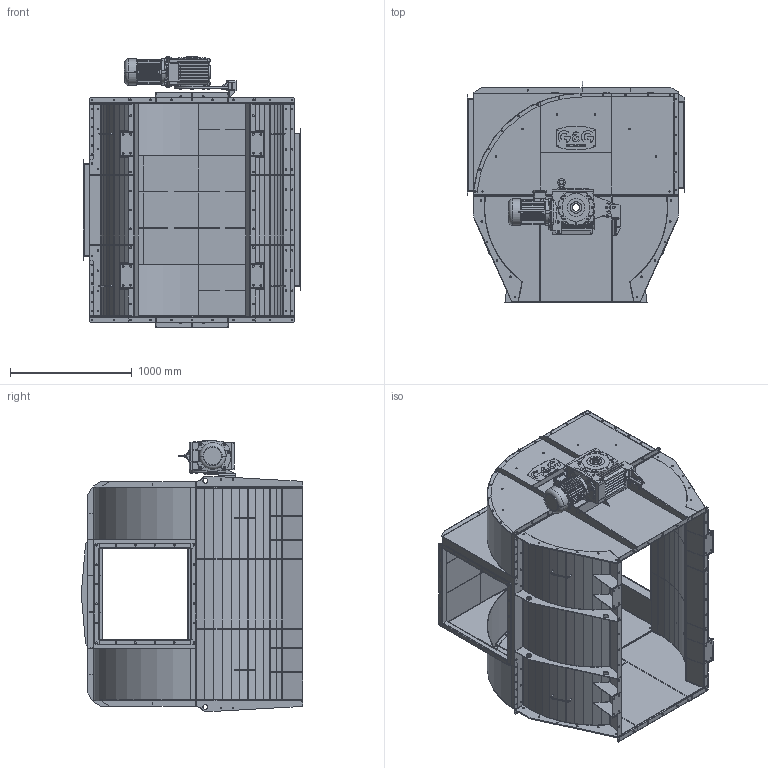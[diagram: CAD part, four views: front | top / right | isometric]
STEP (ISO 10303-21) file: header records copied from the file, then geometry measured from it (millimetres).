
FILE_DESCRIPTION (( 'STEP AP203' ), '1' );
FILE_NAME ('RS0014.STEP', '2023-11-21T14:32:06', ( '' ), ( '' ), 'SwSTEP 2.0', 'SolidWorks 2022', '' );
FILE_SCHEMA (( 'CONFIG_CONTROL_DESIGN' ));
Length unit declared in the file: millimetre
Products named in the file (52): RS-S118-04 - STRIP_Výchozí; RS-S135-02 - STRIP_Výchozí; RS-S132-13 - STRIP_Výchozí; RS-S118-01 - ANGLE_Výchozí; RS-S135-01 - COVER_Výchozí; RS-S110-02 - REINFORCEMENT_Výchozí; RS-S110-03 - BEARING SUPPORT_Výchozí; RU-D001-93 - PLACKA LOGO XM_NEREZ; RS-S132-06 - FLANGE_Výchozí; RS-S132-10 - STRIP_Výchozí; RS-S135-00 - WLDM SIDE COVER_Výchozí; RS-S129-00 - WLDM SIDE; RS-S132-12 - STRIP_Výchozí; RS-S108-04 - SUPPORT_Výchozí; RS-S108-02 - FLANGE_Výchozí; RS-S133-09 - STRIP_Výchozí; RS-S110-01 - FRONT_Výchozí; RS-S108-03 - STRIP_Výchozí; RS-S132-03 - FLANGE_Výchozí; RS-S133-00 - WLDM COVER; RS-S130-00 - WLDM SIDE; RS-S132-11 - STRIP_Výchozí; RS-S136-01 - COVER_Výchozí; RS-S135-03 - STRIP_Výchozí; RS-S110-00 - WLDM FRONT; RS-S133-02 - FLANGE_Výchozí; SK42125AZD-112MPTF (2)_Výchozí; CV-S004-02 - HANDLE RO_Výchozí; SK42125AZD-112MPTF (1)_Výchozí; RS-S132-09 - STRIP_Výchozí; RS-S130-01 - SIDE_Výchozí; RS-S133-04 - FLANGE_Výchozí; RS-S133-03 - COVER_Výchozí; SK42125AZD-112MPTF_Výchozí; RS-S118-02 - STRIP_Výchozí; RS-S118-03 - STRIP_Výchozí; RS-S132-02 - COVER_Výchozí; RS-S135-00 - WLDM SIDE COVER1_Výchozí; RS-S132-08 - COVER-MIRR_Výchozí; RS-S129-01 - SIDE_Výchozí ...
Assembly tree (94 placements, depth 5):
  RS0014
    RSGG 150-17_Výchozí
      RS-S129-00 - WLDM SIDE
        RS-S129-01 - SIDE_Výchozí
        RS-S108-02 - FLANGE_Výchozí  x2
        CV-S004-02 - HANDLE RO_Výchozí  x2
        RS-S108-03 - STRIP_Výchozí  x4
        RS-S108-04 - SUPPORT_Výchozí  x2
      RS-S130-00 - WLDM SIDE
        RS-S130-01 - SIDE_Výchozí
        RS-S108-02 - FLANGE_Výchozí  x2
        CV-S004-02 - HANDLE RO_Výchozí  x2
        RS-S108-03 - STRIP_Výchozí  x4
        RS-S108-04 - SUPPORT_Výchozí  x2
      RS-S110-00 - WLDM FRONT
        RS-S110-01 - FRONT_Výchozí
        RS-S110-02 - REINFORCEMENT_Výchozí  x2
        RS-S110-03 - BEARING SUPPORT_Výchozí
        RS-S110-05 - REINFORCEMENT_Výchozí
        NUT WELD - NW_M8  x4
      RS-S110-00 - WLDM FRONT
        RS-S110-01 - FRONT_Výchozí
        RS-S110-02 - REINFORCEMENT_Výchozí  x2
        RS-S110-03 - BEARING SUPPORT_Výchozí
        RS-S110-05 - REINFORCEMENT_Výchozí
        NUT WELD - NW_M8
      RS-M002-12 - ASSY COVER
        RS-S132-00 - WLDM COVER
          RS-S132-01 - COVER_Výchozí
          RS-S132-02 - COVER_Výchozí  x2
          RS-S132-03 - FLANGE_Výchozí  x2
          RS-S132-04 - COVER_Výchozí
          RS-S132-05 - FLANGE_Výchozí  x2
          RS-S132-06 - FLANGE_Výchozí  x2
          RS-S132-08 - COVER-MIRR_Výchozí
          RS-S132-09 - STRIP_Výchozí
          RS-S132-12 - STRIP_Výchozí
          RS-S132-10 - STRIP_Výchozí  x4
          RS-S132-11 - STRIP_Výchozí
          RS-S132-13 - STRIP_Výchozí  x2
        RS-S133-00 - WLDM COVER
          RS-S133-03 - COVER_Výchozí
          RS-S133-02 - FLANGE_Výchozí  x2
          RS-S133-04 - FLANGE_Výchozí  x2
          RS-S133-09 - STRIP_Výchozí  x4
        RS-S135-00 - WLDM SIDE COVER_Výchozí
          RS-S135-01 - COVER_Výchozí
          RS-S135-02 - STRIP_Výchozí
          RS-S135-03 - STRIP_Výchozí
          RS-S135-04 - STRIP_Výchozí
        RS-S135-00 - WLDM SIDE COVER1_Výchozí
          RS-S136-01 - COVER_Výchozí
          RS-S135-02 - STRIP_Výchozí
          RS-S135-03 - STRIP_Výchozí
          RS-S135-04 - STRIP_Výchozí
      RS-S118-00 - WLDM ANCHOR 150_Výchozí
        RS-S118-01 - ANGLE_Výchozí
        RS-S118-02 - STRIP_Výchozí
        RS-S118-03 - STRIP_Výchozí
        RS-S118-04 - STRIP_Výchozí
Bounding box: 1786.61 x 1819.92 x 2222 mm (x, y, z)
Volume: 93216164 mm3; surface area: 36014097.3 mm2
Topology: 86 solids, 94 shells, 4196 faces, 11139 edges, 7174 vertices
Faces by surface type: plane 2315, cylinder 1516, cone 218, bspline 96, torus 50, sphere 1
Entity records: 109840 total; most frequent: CARTESIAN_POINT 22974, DIRECTION 16779, ORIENTED_EDGE 16650, EDGE_CURVE 8325, AXIS2_PLACEMENT_3D 5868, VERTEX_POINT 5368, LINE 5043, VECTOR 5043
